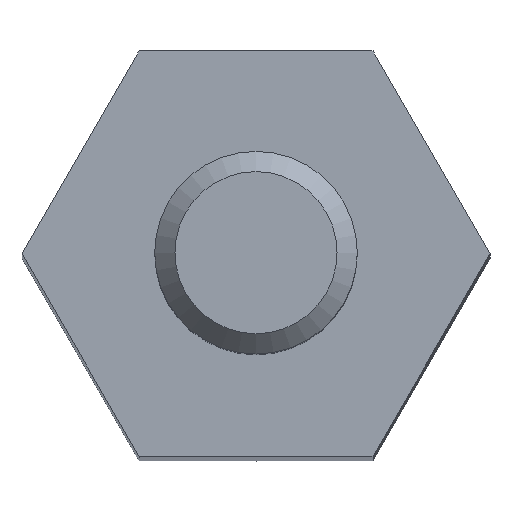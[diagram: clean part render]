
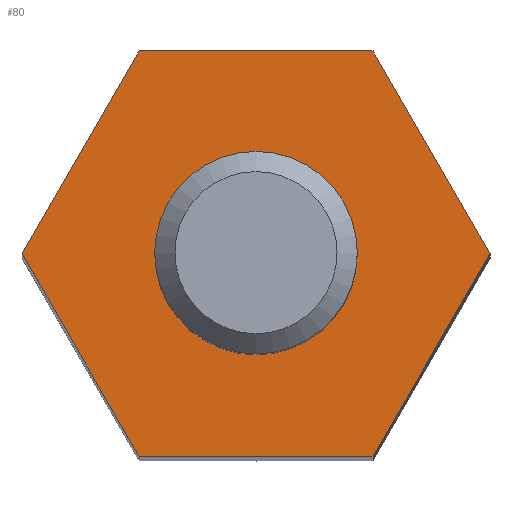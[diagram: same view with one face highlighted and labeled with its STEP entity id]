
A CAD part, top view. The second image highlights one B-rep face of the part: STEP entity #80.
In plain terms, the highlighted planar face has unit normal (0, 0, 1).
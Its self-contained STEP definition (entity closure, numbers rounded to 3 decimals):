
#80 = ADVANCED_FACE( '', ( #170, #171 ), #172, .T. );
#170 = FACE_BOUND( '', #268, .T. );
#171 = FACE_OUTER_BOUND( '', #269, .T. );
#172 = PLANE( '', #270 );
#268 = EDGE_LOOP( '', ( #414 ) );
#269 = EDGE_LOOP( '', ( #415, #416, #417, #418, #419, #420 ) );
#270 = AXIS2_PLACEMENT_3D( '', #421, #422, #423 );
#414 = ORIENTED_EDGE( '', *, *, #524, .T. );
#415 = ORIENTED_EDGE( '', *, *, #545, .T. );
#416 = ORIENTED_EDGE( '', *, *, #546, .T. );
#417 = ORIENTED_EDGE( '', *, *, #517, .T. );
#418 = ORIENTED_EDGE( '', *, *, #505, .T. );
#419 = ORIENTED_EDGE( '', *, *, #510, .T. );
#420 = ORIENTED_EDGE( '', *, *, #533, .T. );
#421 = CARTESIAN_POINT( '', ( 0., 0., 0. ) );
#422 = DIRECTION( '', ( 0., 0., 1. ) );
#423 = DIRECTION( '', ( 1., 0., 0. ) );
#505 = EDGE_CURVE( '', #573, #579, #581, .T. );
#510 = EDGE_CURVE( '', #579, #587, #589, .T. );
#517 = EDGE_CURVE( '', #596, #573, #599, .T. );
#524 = EDGE_CURVE( '', #610, #610, #611, .F. );
#533 = EDGE_CURVE( '', #587, #622, #624, .T. );
#545 = EDGE_CURVE( '', #622, #639, #640, .T. );
#546 = EDGE_CURVE( '', #639, #596, #641, .T. );
#573 = VERTEX_POINT( '', #671 );
#579 = VERTEX_POINT( '', #680 );
#581 = LINE( '', #683, #684 );
#587 = VERTEX_POINT( '', #692 );
#589 = LINE( '', #695, #696 );
#596 = VERTEX_POINT( '', #704 );
#599 = LINE( '', #709, #710 );
#610 = VERTEX_POINT( '', #723 );
#611 = CIRCLE( '', #724, 1.3 );
#622 = VERTEX_POINT( '', #736 );
#624 = LINE( '', #739, #740 );
#639 = VERTEX_POINT( '', #756 );
#640 = LINE( '', #757, #758 );
#641 = LINE( '', #759, #760 );
#671 = CARTESIAN_POINT( '', ( 1.732, 3., 0. ) );
#680 = CARTESIAN_POINT( '', ( -1.732, 3., 0. ) );
#683 = CARTESIAN_POINT( '', ( 1.732, 3., 0. ) );
#684 = VECTOR( '', #796, 1000. );
#692 = CARTESIAN_POINT( '', ( -3.464, 0., 0. ) );
#695 = CARTESIAN_POINT( '', ( -1.732, 3., 0. ) );
#696 = VECTOR( '', #800, 1000. );
#704 = CARTESIAN_POINT( '', ( 3.464, 0., 0. ) );
#709 = CARTESIAN_POINT( '', ( 3.464, 0., 0. ) );
#710 = VECTOR( '', #807, 1000. );
#723 = CARTESIAN_POINT( '', ( 1.3, 0., 0. ) );
#724 = AXIS2_PLACEMENT_3D( '', #816, #817, #818 );
#736 = CARTESIAN_POINT( '', ( -1.732, -3., 0. ) );
#739 = CARTESIAN_POINT( '', ( -3.464, 0., 0. ) );
#740 = VECTOR( '', #830, 1000. );
#756 = CARTESIAN_POINT( '', ( 1.732, -3., 0. ) );
#757 = CARTESIAN_POINT( '', ( -1.732, -3., 0. ) );
#758 = VECTOR( '', #844, 1000. );
#759 = CARTESIAN_POINT( '', ( 1.732, -3., 0. ) );
#760 = VECTOR( '', #845, 1000. );
#796 = DIRECTION( '', ( -1., 0., 0. ) );
#800 = DIRECTION( '', ( -0.5, -0.866, 0. ) );
#807 = DIRECTION( '', ( -0.5, 0.866, 0. ) );
#816 = CARTESIAN_POINT( '', ( 0., 0., 0. ) );
#817 = DIRECTION( '', ( 0., 0., 1. ) );
#818 = DIRECTION( '', ( 1., 0., 0. ) );
#830 = DIRECTION( '', ( 0.5, -0.866, 0. ) );
#844 = DIRECTION( '', ( 1., 0., 0. ) );
#845 = DIRECTION( '', ( 0.5, 0.866, 0. ) );
